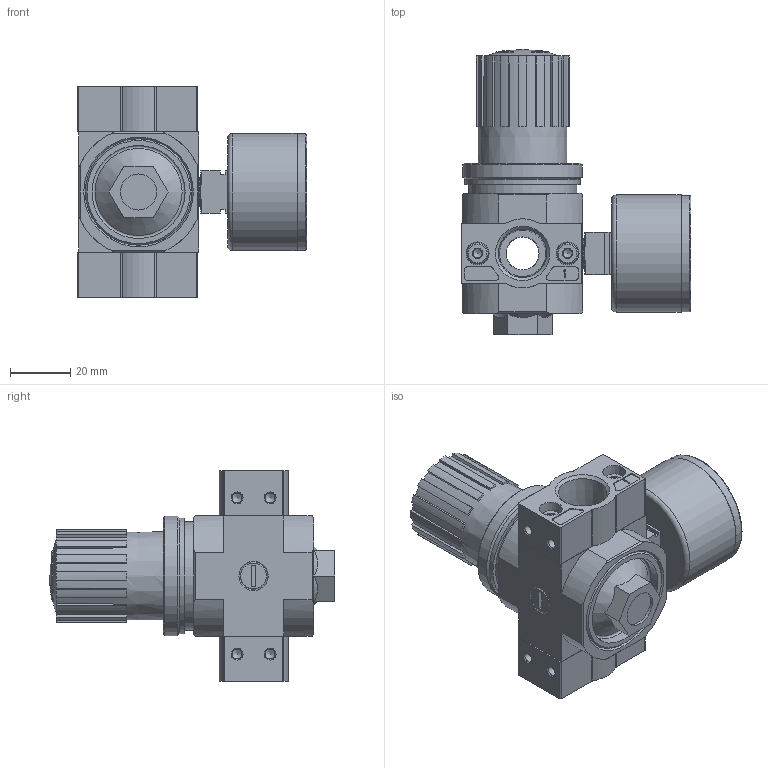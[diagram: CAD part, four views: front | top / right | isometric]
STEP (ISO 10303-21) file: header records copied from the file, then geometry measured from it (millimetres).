
FILE_DESCRIPTION(/* description */ ('STEP AP214'),/* implementation_level */ '2;1');
FILE_NAME(/* name */ '173654_LR-3_8-D-7-MINI-NPT',/* time_stamp */ '2024-09-04T21:47:55+02:00',/* author */ ('License CC BY-ND 4.0'),/* organization */ ('CADENAS'),/* preprocessor_version */ 'ST-DEVELOPER v19.3',/* originating_system */ 'PARTsolutions',/* authorisation */ ' ');
FILE_SCHEMA (('AUTOMOTIVE_DESIGN {1 0 10303 214 3 1 1}'));
Length unit declared in the file: millimetre
Products named in the file (8): 173654 LR-3/8-D-7-MINI-NPT---(0); 127301 LR-D-7-MINI--(0); 398011 LRVS-D-MINI; 679802 PBL-3/8-D-MINI-R-NPT--P1; DIN-912 - M4x16(F); 679801 PBL-3/8-D-MINI-L-NPT--P1; 8003636 PAGN-40-10-G18; 373845 LR-MINI
Assembly tree (10 placements, depth 2):
  173654 LR-3/8-D-7-MINI-NPT---(0)
    127301 LR-D-7-MINI--(0)
    398011 LRVS-D-MINI
    679802 PBL-3/8-D-MINI-R-NPT--P1
    DIN-912 - M4x16(F)  x4
    679801 PBL-3/8-D-MINI-L-NPT--P1
    8003636 PAGN-40-10-G18
    373845 LR-MINI
Bounding box: 76.4 x 95 x 70 mm (x, y, z)
Volume: 143652.8 mm3; surface area: 38237.1 mm2
Topology: 10 solids, 10 shells, 487 faces, 1154 edges, 726 vertices
Faces by surface type: plane 267, cylinder 120, cone 87, torus 8, sphere 5
Full cylindrical faces by diameter (mm): 3.242 x8, 4 x4, 4.3 x1, 6.2 x1, 6.9 x1, 7 x4, 8.2 x1, 8.4 x1, 8.566 x2, 9.728 x2, 11 x2, 11.4 x1, 12 x1, 12.2 x2, 15.7 x1, 15.8 x1, 24.9 x1, 26.9 x1, 31 x1, 33.9 x1, 34.376 x1, 36 x1, 38.5 x1, 38.7 x1, 39 x1, 39.8 x1
Entity records: 13955 total; most frequent: CARTESIAN_POINT 2125, DIRECTION 2070, ORIENTED_EDGE 1772, EDGE_CURVE 886, AXIS2_PLACEMENT_3D 816, VERTEX_POINT 637, FACE_BOUND 563, EDGE_LOOP 554
